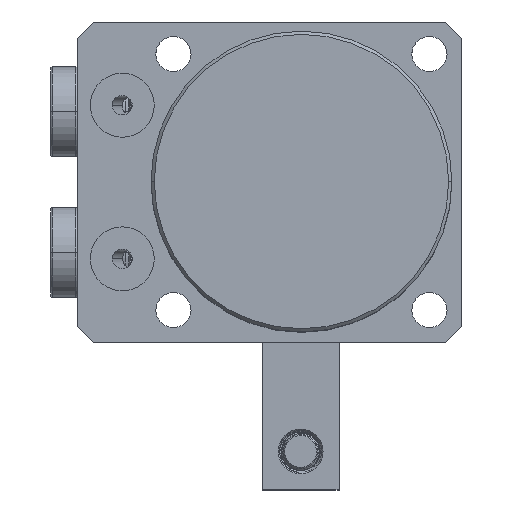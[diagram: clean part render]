
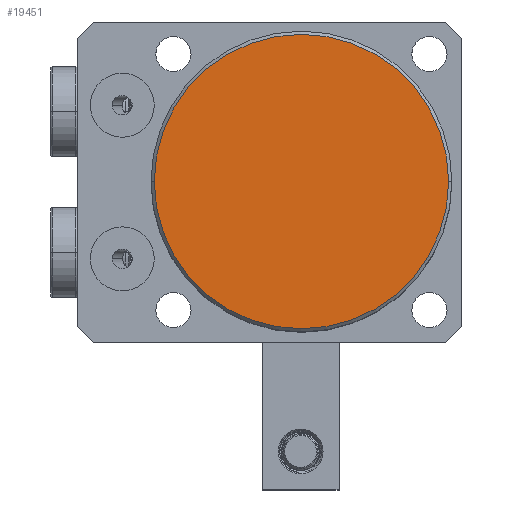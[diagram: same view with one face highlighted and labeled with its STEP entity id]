
A CAD part, top view. The second image highlights one B-rep face of the part: STEP entity #19451.
In plain terms, the highlighted planar face has unit normal (0, 0, 1).
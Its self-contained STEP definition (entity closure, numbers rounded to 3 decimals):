
#401 = CIRCLE ( 'NONE', #26452, 23. ) ;
#942 = VERTEX_POINT ( 'NONE', #4889 ) ;
#1152 = PLANE ( 'NONE',  #6686 ) ;
#1198 = EDGE_CURVE ( 'NONE', #9377, #942, #7726, .T. ) ;
#1881 = CARTESIAN_POINT ( 'NONE',  ( -23., 0., 52.75 ) ) ;
#2968 = DIRECTION ( 'NONE',  ( 0., 0., 1. ) ) ;
#4889 = CARTESIAN_POINT ( 'NONE',  ( 23., 0., 52.75 ) ) ;
#6202 = EDGE_LOOP ( 'NONE', ( #9988, #27658 ) ) ;
#6686 = AXIS2_PLACEMENT_3D ( 'NONE', #23136, #25329, #12268 ) ;
#7726 = CIRCLE ( 'NONE', #27546, 23. ) ;
#8350 = CARTESIAN_POINT ( 'NONE',  ( 0., 0., 52.75 ) ) ;
#9377 = VERTEX_POINT ( 'NONE', #1881 ) ;
#9988 = ORIENTED_EDGE ( 'NONE', *, *, #1198, .T. ) ;
#10542 = DIRECTION ( 'NONE',  ( 1., 0., 0. ) ) ;
#12268 = DIRECTION ( 'NONE',  ( 1., 0., 0. ) ) ;
#16009 = CARTESIAN_POINT ( 'NONE',  ( 0., 0., 52.75 ) ) ;
#16896 = FACE_OUTER_BOUND ( 'NONE', #6202, .T. ) ;
#18196 = DIRECTION ( 'NONE',  ( 1., 0., 0. ) ) ;
#19451 = ADVANCED_FACE ( 'NONE', ( #16896 ), #1152, .T. ) ;
#23136 = CARTESIAN_POINT ( 'NONE',  ( 0., 0., 52.75 ) ) ;
#23602 = DIRECTION ( 'NONE',  ( 0., 0., 1. ) ) ;
#25329 = DIRECTION ( 'NONE',  ( 0., 0., 1. ) ) ;
#26149 = EDGE_CURVE ( 'NONE', #942, #9377, #401, .T. ) ;
#26452 = AXIS2_PLACEMENT_3D ( 'NONE', #16009, #2968, #18196 ) ;
#27546 = AXIS2_PLACEMENT_3D ( 'NONE', #8350, #23602, #10542 ) ;
#27658 = ORIENTED_EDGE ( 'NONE', *, *, #26149, .T. ) ;
